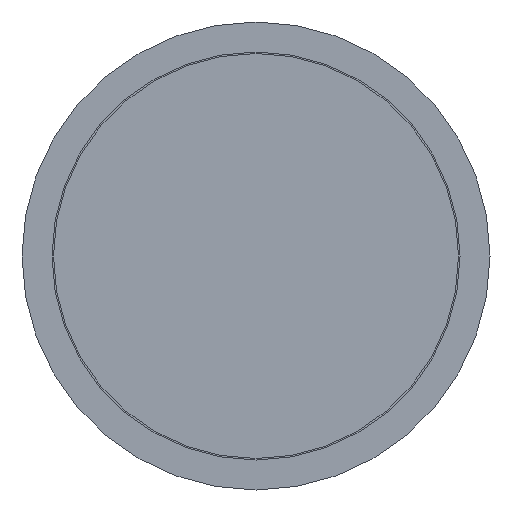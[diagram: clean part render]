
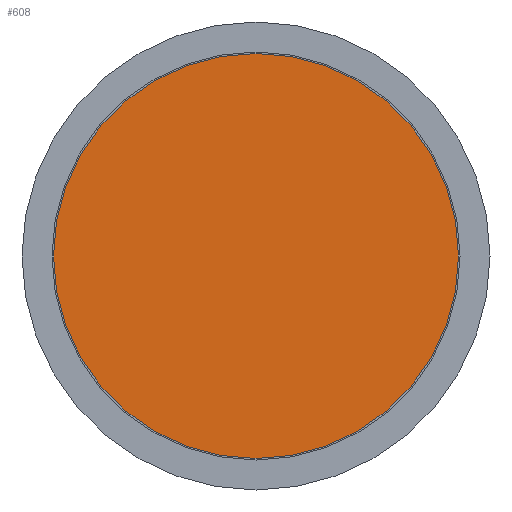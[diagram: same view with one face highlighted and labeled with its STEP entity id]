
A CAD part, front view. The second image highlights one B-rep face of the part: STEP entity #608.
In plain terms, the highlighted planar face has unit normal (0, -1, 0).
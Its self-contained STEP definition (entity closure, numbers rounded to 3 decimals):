
#71 = CARTESIAN_POINT ( 'NONE',  ( 0., 0., 0. ) ) ;
#207 = EDGE_LOOP ( 'NONE', ( #388 ) ) ;
#222 = DIRECTION ( 'NONE',  ( 0., -1., 0. ) ) ;
#302 = VERTEX_POINT ( 'NONE', #835 ) ;
#388 = ORIENTED_EDGE ( 'NONE', *, *, #537, .T. ) ;
#502 = CARTESIAN_POINT ( 'NONE',  ( -33.75, 0., 0. ) ) ;
#537 = EDGE_CURVE ( 'NONE', #302, #302, #706, .T. ) ;
#545 = AXIS2_PLACEMENT_3D ( 'NONE', #71, #222, #748 ) ;
#571 = AXIS2_PLACEMENT_3D ( 'NONE', #502, #672, #597 ) ;
#597 = DIRECTION ( 'NONE',  ( 0., 0., 1. ) ) ;
#608 = ADVANCED_FACE ( 'NONE', ( #747 ), #961, .F. ) ;
#672 = DIRECTION ( 'NONE',  ( 0., 1., 0. ) ) ;
#706 = CIRCLE ( 'NONE', #545, 33.75 ) ;
#747 = FACE_OUTER_BOUND ( 'NONE', #207, .T. ) ;
#748 = DIRECTION ( 'NONE',  ( 0., 0., -1. ) ) ;
#835 = CARTESIAN_POINT ( 'NONE',  ( 0., 0., -33.75 ) ) ;
#961 = PLANE ( 'NONE',  #571 ) ;
